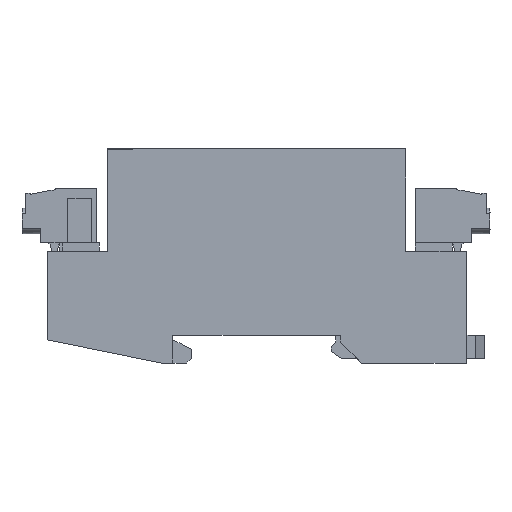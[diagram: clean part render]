
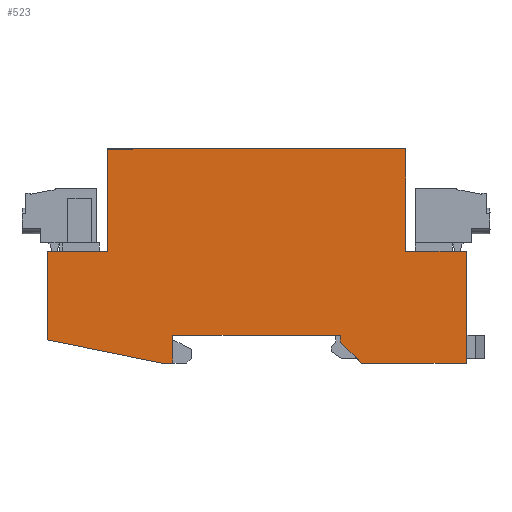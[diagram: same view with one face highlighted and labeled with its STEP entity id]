
A CAD part, left-side view. The second image highlights one B-rep face of the part: STEP entity #523.
In plain terms, the highlighted planar face has unit normal (-1, 0, 0).
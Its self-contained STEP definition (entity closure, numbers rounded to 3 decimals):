
#422=AXIS2_PLACEMENT_3D('Plane Axis2P3D',#419,#420,#421) ;
#42=CARTESIAN_POINT('Vertex',(0.,5.1,24.)) ;
#56=CARTESIAN_POINT('Vertex',(0.,18.1,24.)) ;
#59=CARTESIAN_POINT('Line Origine',(0.,11.6,24.)) ;
#224=CARTESIAN_POINT('Line Origine',(0.,5.1,12.)) ;
#228=CARTESIAN_POINT('Vertex',(0.,5.1,0.)) ;
#403=CARTESIAN_POINT('Vertex',(0.,18.1,46.)) ;
#406=CARTESIAN_POINT('Line Origine',(0.,18.1,35.)) ;
#419=CARTESIAN_POINT('Axis2P3D Location',(0.,5.1,6.)) ;
#424=CARTESIAN_POINT('Line Origine',(0.,68.1,3.)) ;
#428=CARTESIAN_POINT('Vertex',(0.,68.1,0.)) ;
#430=CARTESIAN_POINT('Vertex',(0.,68.1,6.)) ;
#433=CARTESIAN_POINT('Line Origine',(0.,50.1,6.)) ;
#437=CARTESIAN_POINT('Vertex',(0.,32.1,6.)) ;
#440=CARTESIAN_POINT('Line Origine',(0.,32.1,5.25)) ;
#444=CARTESIAN_POINT('Vertex',(0.,32.1,4.5)) ;
#447=CARTESIAN_POINT('Line Origine',(0.,29.85,2.25)) ;
#451=CARTESIAN_POINT('Vertex',(0.,27.6,0.)) ;
#454=CARTESIAN_POINT('Line Origine',(0.,16.35,0.)) ;
#459=CARTESIAN_POINT('Line Origine',(0.,50.1,46.)) ;
#463=CARTESIAN_POINT('Vertex',(0.,82.1,46.)) ;
#466=CARTESIAN_POINT('Line Origine',(0.,82.1,45.95)) ;
#470=CARTESIAN_POINT('Vertex',(0.,82.1,45.9)) ;
#473=CARTESIAN_POINT('Line Origine',(0.,82.1,34.95)) ;
#477=CARTESIAN_POINT('Vertex',(0.,82.1,24.)) ;
#480=CARTESIAN_POINT('Line Origine',(0.,88.6,24.)) ;
#484=CARTESIAN_POINT('Vertex',(0.,95.1,24.)) ;
#487=CARTESIAN_POINT('Line Origine',(0.,95.1,14.5)) ;
#491=CARTESIAN_POINT('Vertex',(0.,95.1,5.)) ;
#494=CARTESIAN_POINT('Line Origine',(0.,82.85,2.5)) ;
#498=CARTESIAN_POINT('Vertex',(0.,70.6,0.)) ;
#501=CARTESIAN_POINT('Line Origine',(0.,69.35,0.)) ;
#60=DIRECTION('Vector Direction',(0.,1.,0.)) ;
#225=DIRECTION('Vector Direction',(0.,0.,-1.)) ;
#407=DIRECTION('Vector Direction',(0.,0.,1.)) ;
#420=DIRECTION('Axis2P3D Direction',(-1.,0.,0.)) ;
#421=DIRECTION('Axis2P3D XDirection',(0.,0.,1.)) ;
#425=DIRECTION('Vector Direction',(0.,0.,1.)) ;
#434=DIRECTION('Vector Direction',(0.,-1.,0.)) ;
#441=DIRECTION('Vector Direction',(0.,0.,-1.)) ;
#448=DIRECTION('Vector Direction',(0.,0.707,0.707)) ;
#455=DIRECTION('Vector Direction',(0.,-1.,0.)) ;
#460=DIRECTION('Vector Direction',(0.,1.,0.)) ;
#467=DIRECTION('Vector Direction',(0.,0.,-1.)) ;
#474=DIRECTION('Vector Direction',(0.,0.,-1.)) ;
#481=DIRECTION('Vector Direction',(0.,1.,0.)) ;
#488=DIRECTION('Vector Direction',(0.,0.,1.)) ;
#495=DIRECTION('Vector Direction',(0.,-0.98,-0.2)) ;
#502=DIRECTION('Vector Direction',(0.,-1.,0.)) ;
#61=VECTOR('Line Direction',#60,1.) ;
#226=VECTOR('Line Direction',#225,1.) ;
#408=VECTOR('Line Direction',#407,1.) ;
#426=VECTOR('Line Direction',#425,1.) ;
#435=VECTOR('Line Direction',#434,1.) ;
#442=VECTOR('Line Direction',#441,1.) ;
#449=VECTOR('Line Direction',#448,1.) ;
#456=VECTOR('Line Direction',#455,1.) ;
#461=VECTOR('Line Direction',#460,1.) ;
#468=VECTOR('Line Direction',#467,1.) ;
#475=VECTOR('Line Direction',#474,1.) ;
#482=VECTOR('Line Direction',#481,1.) ;
#489=VECTOR('Line Direction',#488,1.) ;
#496=VECTOR('Line Direction',#495,1.) ;
#503=VECTOR('Line Direction',#502,1.) ;
#507=ORIENTED_EDGE('',*,*,#432,.T.) ;
#508=ORIENTED_EDGE('',*,*,#439,.T.) ;
#509=ORIENTED_EDGE('',*,*,#446,.T.) ;
#510=ORIENTED_EDGE('',*,*,#453,.F.) ;
#511=ORIENTED_EDGE('',*,*,#458,.T.) ;
#512=ORIENTED_EDGE('',*,*,#230,.F.) ;
#513=ORIENTED_EDGE('',*,*,#63,.T.) ;
#514=ORIENTED_EDGE('',*,*,#410,.T.) ;
#515=ORIENTED_EDGE('',*,*,#465,.T.) ;
#516=ORIENTED_EDGE('',*,*,#472,.T.) ;
#517=ORIENTED_EDGE('',*,*,#479,.T.) ;
#518=ORIENTED_EDGE('',*,*,#486,.T.) ;
#519=ORIENTED_EDGE('',*,*,#493,.F.) ;
#520=ORIENTED_EDGE('',*,*,#500,.T.) ;
#521=ORIENTED_EDGE('',*,*,#505,.T.) ;
#523=ADVANCED_FACE('ENERGY_METER',(#522),#423,.T.) ;
#63=EDGE_CURVE('',#43,#57,#62,.T.) ;
#230=EDGE_CURVE('',#43,#229,#227,.T.) ;
#410=EDGE_CURVE('',#57,#404,#409,.T.) ;
#432=EDGE_CURVE('',#429,#431,#427,.T.) ;
#439=EDGE_CURVE('',#431,#438,#436,.T.) ;
#446=EDGE_CURVE('',#438,#445,#443,.T.) ;
#453=EDGE_CURVE('',#452,#445,#450,.T.) ;
#458=EDGE_CURVE('',#452,#229,#457,.T.) ;
#465=EDGE_CURVE('',#404,#464,#462,.T.) ;
#472=EDGE_CURVE('',#464,#471,#469,.T.) ;
#479=EDGE_CURVE('',#471,#478,#476,.T.) ;
#486=EDGE_CURVE('',#478,#485,#483,.T.) ;
#493=EDGE_CURVE('',#492,#485,#490,.T.) ;
#500=EDGE_CURVE('',#492,#499,#497,.T.) ;
#505=EDGE_CURVE('',#499,#429,#504,.T.) ;
#506=EDGE_LOOP('',(#507,#508,#509,#510,#511,#512,#513,#514,#515,#516,#517,#518,#519,#520,#521)) ;
#522=FACE_OUTER_BOUND('',#506,.T.) ;
#62=LINE('Line',#59,#61) ;
#227=LINE('Line',#224,#226) ;
#409=LINE('Line',#406,#408) ;
#427=LINE('Line',#424,#426) ;
#436=LINE('Line',#433,#435) ;
#443=LINE('Line',#440,#442) ;
#450=LINE('Line',#447,#449) ;
#457=LINE('Line',#454,#456) ;
#462=LINE('Line',#459,#461) ;
#469=LINE('Line',#466,#468) ;
#476=LINE('Line',#473,#475) ;
#483=LINE('Line',#480,#482) ;
#490=LINE('Line',#487,#489) ;
#497=LINE('Line',#494,#496) ;
#504=LINE('Line',#501,#503) ;
#423=PLANE('',#422) ;
#43=VERTEX_POINT('',#42) ;
#57=VERTEX_POINT('',#56) ;
#229=VERTEX_POINT('',#228) ;
#404=VERTEX_POINT('',#403) ;
#429=VERTEX_POINT('',#428) ;
#431=VERTEX_POINT('',#430) ;
#438=VERTEX_POINT('',#437) ;
#445=VERTEX_POINT('',#444) ;
#452=VERTEX_POINT('',#451) ;
#464=VERTEX_POINT('',#463) ;
#471=VERTEX_POINT('',#470) ;
#478=VERTEX_POINT('',#477) ;
#485=VERTEX_POINT('',#484) ;
#492=VERTEX_POINT('',#491) ;
#499=VERTEX_POINT('',#498) ;
